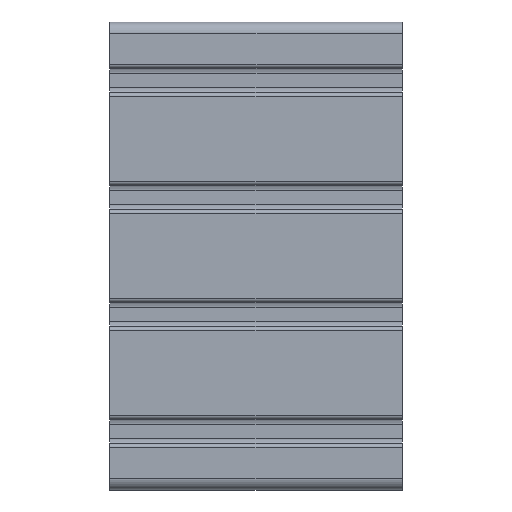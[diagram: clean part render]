
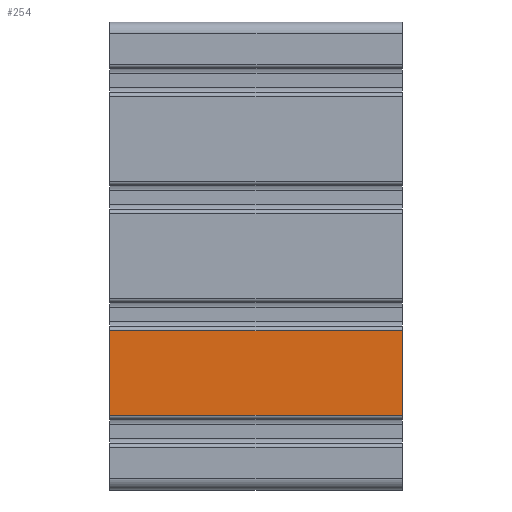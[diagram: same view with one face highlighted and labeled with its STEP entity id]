
A CAD part, left-side view. The second image highlights one B-rep face of the part: STEP entity #254.
In plain terms, the highlighted planar face has unit normal (-1, 0, 0).
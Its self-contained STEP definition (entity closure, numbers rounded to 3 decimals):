
#254 = ADVANCED_FACE( '', ( #701 ), #702, .T. );
#701 = FACE_OUTER_BOUND( '', #1356, .T. );
#702 = PLANE( '', #1357 );
#1356 = EDGE_LOOP( '', ( #2055, #2056, #2057, #2058 ) );
#1357 = AXIS2_PLACEMENT_3D( '', #2059, #2060, #2061 );
#2055 = ORIENTED_EDGE( '', *, *, #4105, .F. );
#2056 = ORIENTED_EDGE( '', *, *, #4106, .F. );
#2057 = ORIENTED_EDGE( '', *, *, #4107, .T. );
#2058 = ORIENTED_EDGE( '', *, *, #4108, .T. );
#2059 = CARTESIAN_POINT( '', ( -20., 100., -54.4 ) );
#2060 = DIRECTION( '', ( -1., 0., 0. ) );
#2061 = DIRECTION( '', ( 0., 0., 1. ) );
#4105 = EDGE_CURVE( '', #4975, #4976, #4977, .T. );
#4106 = EDGE_CURVE( '', #4978, #4975, #4979, .T. );
#4107 = EDGE_CURVE( '', #4978, #4980, #4981, .T. );
#4108 = EDGE_CURVE( '', #4980, #4976, #4982, .T. );
#4975 = VERTEX_POINT( '', #6249 );
#4976 = VERTEX_POINT( '', #6250 );
#4977 = LINE( '', #6251, #6252 );
#4978 = VERTEX_POINT( '', #6253 );
#4979 = LINE( '', #6254, #6255 );
#4980 = VERTEX_POINT( '', #6256 );
#4981 = LINE( '', #6257, #6258 );
#4982 = LINE( '', #6259, #6260 );
#6249 = CARTESIAN_POINT( '', ( -20., 0., -25.6 ) );
#6250 = CARTESIAN_POINT( '', ( -20., 0., -54.4 ) );
#6251 = CARTESIAN_POINT( '', ( -20., 0., -54.4 ) );
#6252 = VECTOR( '', #7808, 1000. );
#6253 = CARTESIAN_POINT( '', ( -20., 100., -25.6 ) );
#6254 = CARTESIAN_POINT( '', ( -20., 100., -25.6 ) );
#6255 = VECTOR( '', #7809, 1000. );
#6256 = CARTESIAN_POINT( '', ( -20., 100., -54.4 ) );
#6257 = CARTESIAN_POINT( '', ( -20., 100., -54.4 ) );
#6258 = VECTOR( '', #7810, 1000. );
#6259 = CARTESIAN_POINT( '', ( -20., 100., -54.4 ) );
#6260 = VECTOR( '', #7811, 1000. );
#7808 = DIRECTION( '', ( 0., 0., -1. ) );
#7809 = DIRECTION( '', ( 0., -1., 0. ) );
#7810 = DIRECTION( '', ( 0., 0., -1. ) );
#7811 = DIRECTION( '', ( 0., -1., 0. ) );
